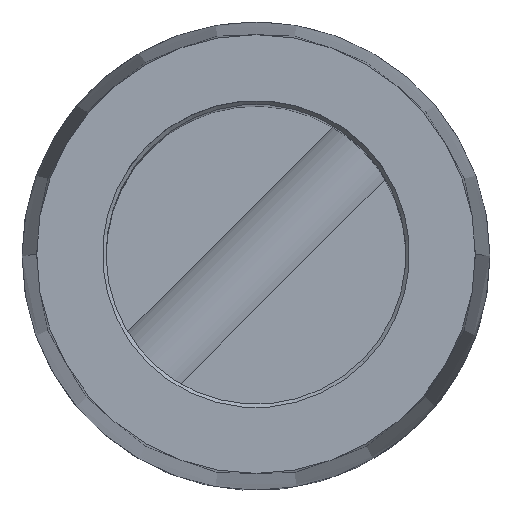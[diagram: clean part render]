
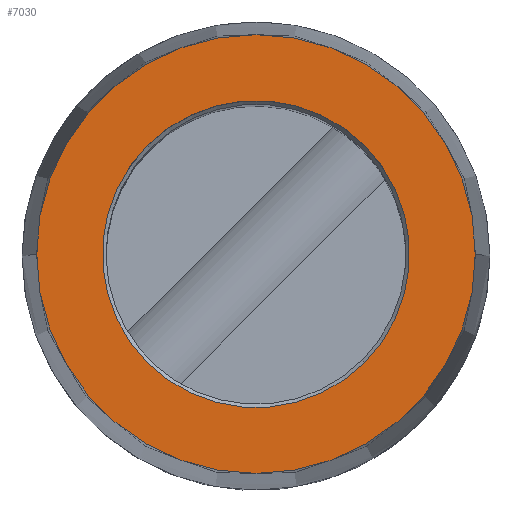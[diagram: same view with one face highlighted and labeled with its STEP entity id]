
A CAD part, top view. The second image highlights one B-rep face of the part: STEP entity #7030.
In plain terms, the highlighted face is planar.
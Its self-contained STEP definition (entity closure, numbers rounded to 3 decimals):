
#5950=CARTESIAN_POINT('',(-42.313,18.1,
-1.485));
#5960=VERTEX_POINT('',#5950);
#6140=CARTESIAN_POINT('',(-39.343,18.1,
1.485));
#6150=VERTEX_POINT('',#6140);
#6180=CARTESIAN_POINT('',(-40.828,18.1,
0.));
#6190=DIRECTION('',(0.,-1.,0.));
#6200=DIRECTION('',(-0.707,0.,-0.707));
#6210=AXIS2_PLACEMENT_3D('',#6180,#6190,#6200);
#6220=CIRCLE('',#6210,2.1);
#6230=EDGE_CURVE('',#6150,#5960,#6220,.T.);
#6780=CARTESIAN_POINT('',(-38.203,18.1,0.));
#6790=DIRECTION('',(-0.,1.,0.));
#6800=DIRECTION('',(1.,0.,0.));
#6810=AXIS2_PLACEMENT_3D('',#6780,#6790,#6800);
#6820=PLANE('',#6810);
#6830=EDGE_CURVE('',#5960,#6150,#6220,.T.);
#6840=ORIENTED_EDGE('',*,*,#6830,.T.);
#6850=ORIENTED_EDGE('',*,*,#6230,.T.);
#6860=EDGE_LOOP('',(#6850,#6840));
#6870=FACE_BOUND('',#6860,.T.);
#6880=CARTESIAN_POINT('',(-40.828,18.1,
0.));
#6890=DIRECTION('',(0.,-1.,0.));
#6900=DIRECTION('',(1.,0.,0.));
#6910=AXIS2_PLACEMENT_3D('',#6880,#6890,#6900);
#6920=CIRCLE('',#6910,3.);
#6930=CARTESIAN_POINT('',(-37.828,18.1,
0.));
#6940=VERTEX_POINT('',#6930);
#6950=CARTESIAN_POINT('',(-43.828,18.1,
0.));
#6960=VERTEX_POINT('',#6950);
#6970=EDGE_CURVE('',#6940,#6960,#6920,.T.);
#6980=ORIENTED_EDGE('',*,*,#6970,.F.);
#6990=EDGE_CURVE('',#6960,#6940,#6920,.T.);
#7000=ORIENTED_EDGE('',*,*,#6990,.F.);
#7010=EDGE_LOOP('',(#7000,#6980));
#7020=FACE_OUTER_BOUND('',#7010,.T.);
#7030=ADVANCED_FACE('',(#6870,#7020),#6820,.T.);
